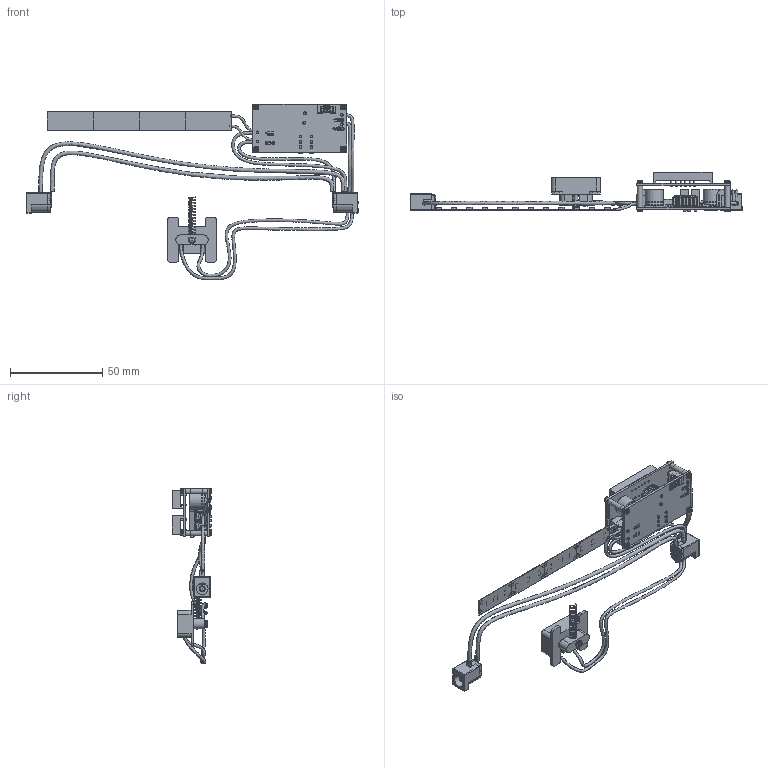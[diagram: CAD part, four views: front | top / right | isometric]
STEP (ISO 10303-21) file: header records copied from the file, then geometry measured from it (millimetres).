
FILE_DESCRIPTION(/* description */ (''),/* implementation_level */ '2;1');
FILE_NAME(/* name */ 'Charging_station_Electronics_v1.step',/* time_stamp */ '2022-03-24T13:08:48+04:00',/* author */ (''),/* organization */ (''),/* preprocessor_version */ 'ST-DEVELOPER v18.1',/* originating_system */ 'Autodesk Translation Framework v10.13.0.1454',/* authorisation */ '');
FILE_SCHEMA (('AUTOMOTIVE_DESIGN { 1 0 10303 214 3 1 1 }'));
Products named in the file (15): Charging station Electronics; Electronics; XL4015 Regulador Step Down v1; DS-201A v1; DS-201A v1(Mirror); LED stripes v1; LED strip; Wiring; Connector; Neodymium magnet d5 h3 v3; Neodymium magnet d5 h3 v3 (1); Neodymium magnet d5 h3 v3 (2); Neodymium magnet d5 h3 v3 (3); Screw M2x12 v2; Ballpoint spring v2
Assembly tree (17 placements, depth 4):
  Charging station Electronics
    Electronics
      XL4015 Regulador Step Down v1
      DS-201A v1
      DS-201A v1(Mirror)
      LED stripes v1
        LED strip  x4
      Wiring
      Connector
        Neodymium magnet d5 h3 v3
        Neodymium magnet d5 h3 v3 (1)
        Neodymium magnet d5 h3 v3 (2)
        Neodymium magnet d5 h3 v3 (3)
        Screw M2x12 v2
        Ballpoint spring v2
Bounding box: 180.4 x 21.69 x 95.31 mm (x, y, z)
Volume: 19201.3 mm3; surface area: 29067.6 mm2
Topology: 173 solids, 173 shells, 3905 faces, 10292 edges, 7021 vertices
Faces by surface type: plane 2429, cylinder 737, torus 380, bspline 193, cone 132, sphere 34
Full cylindrical faces by diameter (mm): 0.5 x4, 0.8 x24, 0.9 x4, 1 x6, 1.25 x5, 1.5 x8, 1.8 x4, 1.933 x1, 2 x31, 2.5 x14, 3 x16, 3.2 x4, 3.5 x4, 3.7 x4, 4 x1, 4.7 x2, 5 x6, 5.2 x2, 6.4 x2, 7 x1, 10 x4
Entity records: 144359 total; most frequent: CARTESIAN_POINT 48649, ORIENTED_EDGE 19430, DIRECTION 18400, EDGE_CURVE 9715, VERTEX_POINT 6674, AXIS2_PLACEMENT_3D 6294, LINE 5812, VECTOR 5812
